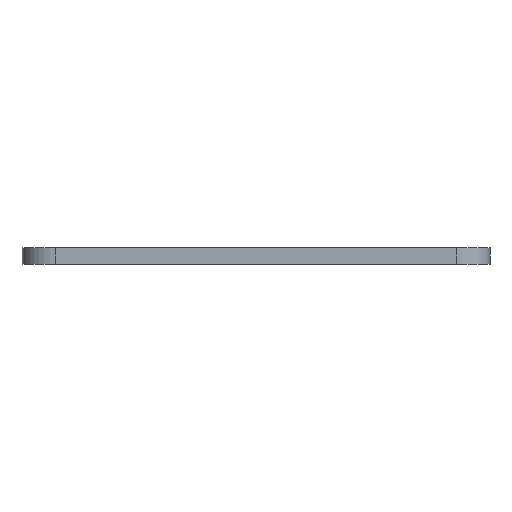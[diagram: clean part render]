
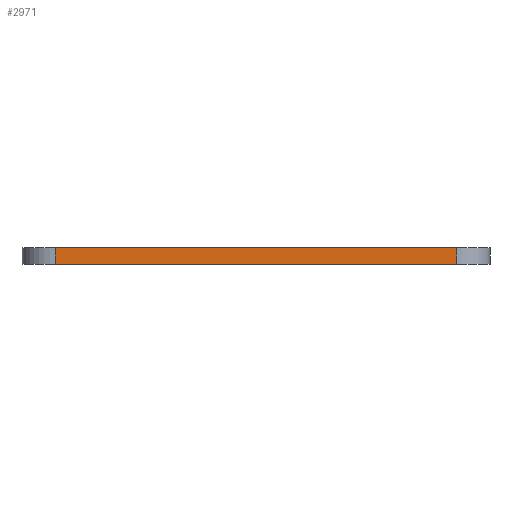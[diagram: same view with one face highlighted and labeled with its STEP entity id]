
A CAD part, front view. The second image highlights one B-rep face of the part: STEP entity #2971.
In plain terms, the highlighted planar face has unit normal (0, -1, 0).
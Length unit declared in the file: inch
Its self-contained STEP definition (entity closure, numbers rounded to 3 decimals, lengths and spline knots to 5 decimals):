
#187 = ORIENTED_EDGE ( 'NONE', *, *, #2665, .T. ) ;
#878 = VERTEX_POINT ( 'NONE', #2871 ) ;
#954 = VECTOR ( 'NONE', #2342, 39.37008 ) ;
#1145 = LINE ( 'NONE', #3885, #5086 ) ;
#1451 = EDGE_CURVE ( 'NONE', #878, #2415, #3098, .T. ) ;
#1569 = CARTESIAN_POINT ( 'NONE',  ( -1.75, -2.375, 0.125 ) ) ;
#1695 = ORIENTED_EDGE ( 'NONE', *, *, #1451, .T. ) ;
#1701 = DIRECTION ( 'NONE',  ( 1., 0., 0. ) ) ;
#1998 = EDGE_LOOP ( 'NONE', ( #3259, #187, #3307, #1695 ) ) ;
#2342 = DIRECTION ( 'NONE',  ( 0., 0., 1. ) ) ;
#2415 = VERTEX_POINT ( 'NONE', #4290 ) ;
#2665 = EDGE_CURVE ( 'NONE', #4126, #3026, #4550, .T. ) ;
#2871 = CARTESIAN_POINT ( 'NONE',  ( 1.5, -2.375, 0. ) ) ;
#2921 = EDGE_CURVE ( 'NONE', #3026, #878, #5632, .T. ) ;
#2971 = ADVANCED_FACE ( 'NONE', ( #5238 ), #4223, .F. ) ;
#3026 = VERTEX_POINT ( 'NONE', #5552 ) ;
#3098 = LINE ( 'NONE', #3660, #954 ) ;
#3259 = ORIENTED_EDGE ( 'NONE', *, *, #5208, .F. ) ;
#3294 = DIRECTION ( 'NONE',  ( 1., 0., 0. ) ) ;
#3307 = ORIENTED_EDGE ( 'NONE', *, *, #2921, .T. ) ;
#3660 = CARTESIAN_POINT ( 'NONE',  ( 1.5, -2.375, 0.125 ) ) ;
#3801 = CARTESIAN_POINT ( 'NONE',  ( -1.5, -2.375, 0.125 ) ) ;
#3885 = CARTESIAN_POINT ( 'NONE',  ( -1.75, -2.375, 0.125 ) ) ;
#4126 = VERTEX_POINT ( 'NONE', #3801 ) ;
#4158 = CARTESIAN_POINT ( 'NONE',  ( -1.5, -2.375, 0.125 ) ) ;
#4223 = PLANE ( 'NONE',  #4776 ) ;
#4290 = CARTESIAN_POINT ( 'NONE',  ( 1.5, -2.375, 0.125 ) ) ;
#4550 = LINE ( 'NONE', #4158, #4749 ) ;
#4749 = VECTOR ( 'NONE', #5639, 39.37008 ) ;
#4776 = AXIS2_PLACEMENT_3D ( 'NONE', #1569, #5184, #5130 ) ;
#4950 = VECTOR ( 'NONE', #3294, 39.37008 ) ;
#5086 = VECTOR ( 'NONE', #1701, 39.37008 ) ;
#5130 = DIRECTION ( 'NONE',  ( 0., 0., 1. ) ) ;
#5184 = DIRECTION ( 'NONE',  ( 0., 1., 0. ) ) ;
#5208 = EDGE_CURVE ( 'NONE', #4126, #2415, #1145, .T. ) ;
#5238 = FACE_OUTER_BOUND ( 'NONE', #1998, .T. ) ;
#5497 = CARTESIAN_POINT ( 'NONE',  ( -1.75, -2.375, 0. ) ) ;
#5552 = CARTESIAN_POINT ( 'NONE',  ( -1.5, -2.375, 0. ) ) ;
#5632 = LINE ( 'NONE', #5497, #4950 ) ;
#5639 = DIRECTION ( 'NONE',  ( 0., 0., -1. ) ) ;
